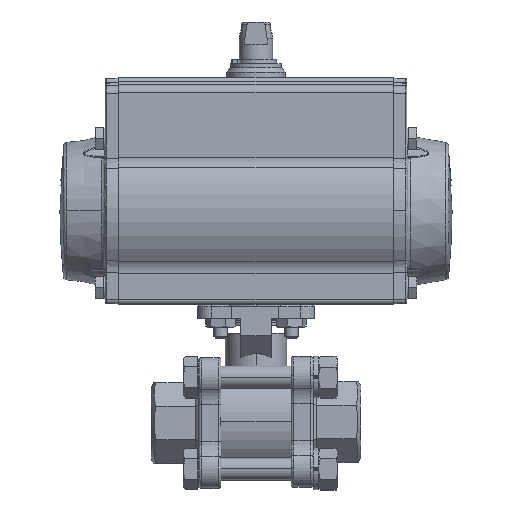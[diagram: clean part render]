
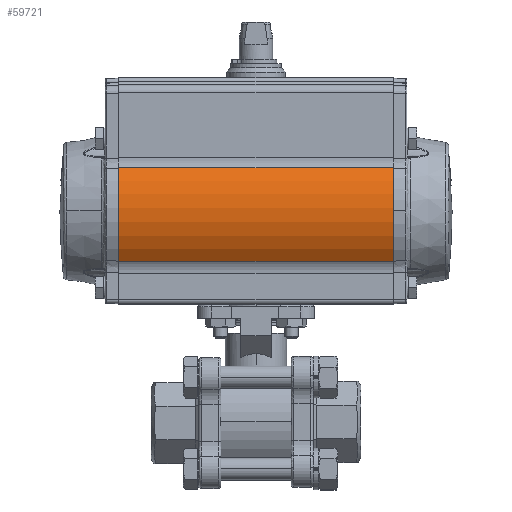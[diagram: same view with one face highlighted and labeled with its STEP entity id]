
A CAD part, top view. The second image highlights one B-rep face of the part: STEP entity #59721.
In plain terms, the highlighted cylindrical face has radius 30 mm (diameter 60 mm), a partial arc.
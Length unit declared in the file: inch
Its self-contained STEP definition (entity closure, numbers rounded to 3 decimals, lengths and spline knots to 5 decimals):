
#3144 = CARTESIAN_POINT ( 'NONE',  ( -1.94094, 1.80327, 0.94169 ) ) ;
#4152 = CARTESIAN_POINT ( 'NONE',  ( 1.94094, 2.51617, 0. ) ) ;
#9819 = CARTESIAN_POINT ( 'NONE',  ( -1.94094, 2.51617, 0. ) ) ;
#10132 = DIRECTION ( 'NONE',  ( 0., 0., -1. ) ) ;
#10987 = CARTESIAN_POINT ( 'NONE',  ( -1.94094, 1.80327, 0.94169 ) ) ;
#11199 = CARTESIAN_POINT ( 'NONE',  ( 1.94094, 3.12529, 1.01192 ) ) ;
#11368 = DIRECTION ( 'NONE',  ( 0., 0., -1. ) ) ;
#12701 = CYLINDRICAL_SURFACE ( 'NONE', #36033, 1.1811 ) ;
#15901 = DIRECTION ( 'NONE',  ( 0., 0., -1. ) ) ;
#16266 = EDGE_CURVE ( 'NONE', #42918, #46434, #76707, .T. ) ;
#20144 = EDGE_LOOP ( 'NONE', ( #32711, #57064, #71443, #33835 ) ) ;
#26744 = LINE ( 'NONE', #10987, #56440 ) ;
#29230 = DIRECTION ( 'NONE',  ( 1., 0., 0. ) ) ;
#32435 = VERTEX_POINT ( 'NONE', #3144 ) ;
#32711 = ORIENTED_EDGE ( 'NONE', *, *, #64193, .T. ) ;
#33096 = VECTOR ( 'NONE', #65325, 39.37008 ) ;
#33835 = ORIENTED_EDGE ( 'NONE', *, *, #61677, .T. ) ;
#36033 = AXIS2_PLACEMENT_3D ( 'NONE', #47147, #29230, #11368 ) ;
#36260 = VERTEX_POINT ( 'NONE', #53151 ) ;
#40251 = EDGE_CURVE ( 'NONE', #32435, #42918, #26744, .T. ) ;
#41363 = CIRCLE ( 'NONE', #42172, 1.1811 ) ;
#42172 = AXIS2_PLACEMENT_3D ( 'NONE', #9819, #51555, #15901 ) ;
#42918 = VERTEX_POINT ( 'NONE', #59734 ) ;
#44416 = FACE_OUTER_BOUND ( 'NONE', #20144, .T. ) ;
#45893 = DIRECTION ( 'NONE',  ( -1., 0., 0. ) ) ;
#46434 = VERTEX_POINT ( 'NONE', #11199 ) ;
#47147 = CARTESIAN_POINT ( 'NONE',  ( -1.94094, 2.51617, 0. ) ) ;
#47789 = DIRECTION ( 'NONE',  ( 1., 0., 0. ) ) ;
#50747 = LINE ( 'NONE', #66637, #33096 ) ;
#51555 = DIRECTION ( 'NONE',  ( 1., 0., 0. ) ) ;
#53151 = CARTESIAN_POINT ( 'NONE',  ( -1.94094, 3.12529, 1.01192 ) ) ;
#56440 = VECTOR ( 'NONE', #47789, 39.37008 ) ;
#57064 = ORIENTED_EDGE ( 'NONE', *, *, #40251, .T. ) ;
#59678 = AXIS2_PLACEMENT_3D ( 'NONE', #4152, #45893, #10132 ) ;
#59721 = ADVANCED_FACE ( 'NONE', ( #44416 ), #12701, .T. ) ;
#59734 = CARTESIAN_POINT ( 'NONE',  ( 1.94094, 1.80327, 0.94169 ) ) ;
#61677 = EDGE_CURVE ( 'NONE', #46434, #36260, #50747, .T. ) ;
#64193 = EDGE_CURVE ( 'NONE', #36260, #32435, #41363, .T. ) ;
#65325 = DIRECTION ( 'NONE',  ( -1., 0., 0. ) ) ;
#66637 = CARTESIAN_POINT ( 'NONE',  ( -1.94094, 3.12529, 1.01192 ) ) ;
#71443 = ORIENTED_EDGE ( 'NONE', *, *, #16266, .T. ) ;
#76707 = CIRCLE ( 'NONE', #59678, 1.1811 ) ;
